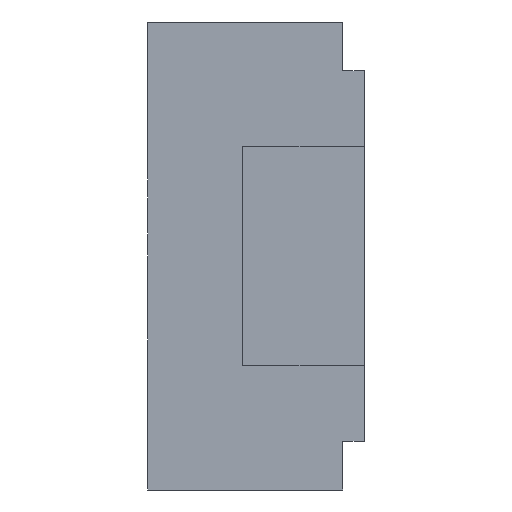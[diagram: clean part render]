
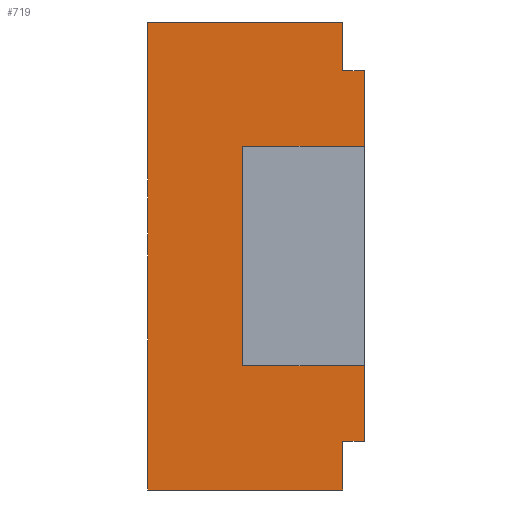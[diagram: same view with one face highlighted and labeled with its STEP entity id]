
A CAD part, left-side view. The second image highlights one B-rep face of the part: STEP entity #719.
In plain terms, the highlighted planar face has unit normal (-1, 0, 0).
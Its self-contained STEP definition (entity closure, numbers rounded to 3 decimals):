
#80=PLANE('',#796);
#114=FACE_OUTER_BOUND('',#161,.T.);
#161=EDGE_LOOP('',(#652,#653,#654,#655,#656,#657,#658,#659,#660,#661,#662,
#663));
#172=LINE('',#1029,#242);
#176=LINE('',#1037,#246);
#186=LINE('',#1056,#256);
#192=LINE('',#1069,#262);
#194=LINE('',#1074,#264);
#199=LINE('',#1084,#269);
#217=LINE('',#1168,#287);
#220=LINE('',#1174,#290);
#223=LINE('',#1180,#293);
#225=LINE('',#1183,#295);
#228=LINE('',#1187,#298);
#233=LINE('',#1198,#303);
#242=VECTOR('',#840,10.);
#246=VECTOR('',#846,10.);
#256=VECTOR('',#862,10.);
#262=VECTOR('',#870,10.);
#264=VECTOR('',#874,10.);
#269=VECTOR('',#883,10.);
#287=VECTOR('',#945,10.);
#290=VECTOR('',#950,10.);
#293=VECTOR('',#955,10.);
#295=VECTOR('',#959,10.);
#298=VECTOR('',#964,10.);
#303=VECTOR('',#981,10.);
#343=VERTEX_POINT('',#1026);
#344=VERTEX_POINT('',#1028);
#347=VERTEX_POINT('',#1036);
#353=VERTEX_POINT('',#1054);
#355=VERTEX_POINT('',#1059);
#359=VERTEX_POINT('',#1067);
#361=VERTEX_POINT('',#1072);
#364=VERTEX_POINT('',#1083);
#387=VERTEX_POINT('',#1165);
#388=VERTEX_POINT('',#1167);
#390=VERTEX_POINT('',#1173);
#392=VERTEX_POINT('',#1179);
#410=EDGE_CURVE('',#343,#344,#172,.T.);
#414=EDGE_CURVE('',#344,#347,#176,.T.);
#424=EDGE_CURVE('',#353,#343,#186,.T.);
#430=EDGE_CURVE('',#355,#359,#192,.T.);
#432=EDGE_CURVE('',#361,#359,#194,.T.);
#437=EDGE_CURVE('',#355,#364,#199,.T.);
#470=EDGE_CURVE('',#388,#387,#217,.T.);
#473=EDGE_CURVE('',#390,#388,#220,.T.);
#476=EDGE_CURVE('',#392,#390,#223,.T.);
#478=EDGE_CURVE('',#392,#353,#225,.T.);
#481=EDGE_CURVE('',#364,#387,#228,.T.);
#486=EDGE_CURVE('',#347,#361,#233,.T.);
#652=ORIENTED_EDGE('',*,*,#470,.T.);
#653=ORIENTED_EDGE('',*,*,#481,.F.);
#654=ORIENTED_EDGE('',*,*,#437,.F.);
#655=ORIENTED_EDGE('',*,*,#430,.T.);
#656=ORIENTED_EDGE('',*,*,#432,.F.);
#657=ORIENTED_EDGE('',*,*,#486,.F.);
#658=ORIENTED_EDGE('',*,*,#414,.F.);
#659=ORIENTED_EDGE('',*,*,#410,.F.);
#660=ORIENTED_EDGE('',*,*,#424,.F.);
#661=ORIENTED_EDGE('',*,*,#478,.F.);
#662=ORIENTED_EDGE('',*,*,#476,.T.);
#663=ORIENTED_EDGE('',*,*,#473,.T.);
#719=ADVANCED_FACE('',(#114),#80,.T.);
#796=AXIS2_PLACEMENT_3D('',#1197,#979,#980);
#840=DIRECTION('',(0.,0.,-1.));
#846=DIRECTION('',(0.,1.,0.));
#862=DIRECTION('',(0.,1.,0.));
#870=DIRECTION('',(0.,0.,1.));
#874=DIRECTION('',(0.,-1.,0.));
#883=DIRECTION('',(0.,-1.,0.));
#945=DIRECTION('',(0.,-1.,0.));
#950=DIRECTION('',(0.,0.,1.));
#955=DIRECTION('',(0.,1.,0.));
#959=DIRECTION('',(0.,0.,-1.));
#964=DIRECTION('',(0.,0.,-1.));
#979=DIRECTION('center_axis',(-1.,0.,0.));
#980=DIRECTION('ref_axis',(0.,1.,0.));
#981=DIRECTION('',(0.,0.,1.));
#1026=CARTESIAN_POINT('',(-2.772,0.9,-15.2));
#1028=CARTESIAN_POINT('',(-2.772,0.9,-17.2));
#1029=CARTESIAN_POINT('',(-2.772,0.9,-15.2));
#1036=CARTESIAN_POINT('',(-2.772,8.9,-17.2));
#1037=CARTESIAN_POINT('',(-2.772,0.9,-17.2));
#1054=CARTESIAN_POINT('',(-2.772,0.,-15.2));
#1056=CARTESIAN_POINT('',(-2.772,8.9,-15.2));
#1059=CARTESIAN_POINT('',(-2.772,0.9,0.));
#1067=CARTESIAN_POINT('',(-2.772,0.9,2.));
#1069=CARTESIAN_POINT('',(-2.772,0.9,0.));
#1072=CARTESIAN_POINT('',(-2.772,8.9,2.));
#1074=CARTESIAN_POINT('',(-2.772,8.9,2.));
#1083=CARTESIAN_POINT('',(-2.772,0.,0.));
#1084=CARTESIAN_POINT('',(-2.772,8.9,0.));
#1165=CARTESIAN_POINT('',(-2.772,0.,-3.1));
#1167=CARTESIAN_POINT('',(-2.772,5.,-3.1));
#1168=CARTESIAN_POINT('',(-2.772,2.5,-3.1));
#1173=CARTESIAN_POINT('',(-2.772,5.,-12.1));
#1174=CARTESIAN_POINT('',(-2.772,5.,-6.05));
#1179=CARTESIAN_POINT('',(-2.772,0.,-12.1));
#1180=CARTESIAN_POINT('',(-2.772,0.,-12.1));
#1183=CARTESIAN_POINT('',(-2.772,0.,0.));
#1187=CARTESIAN_POINT('',(-2.772,0.,0.));
#1197=CARTESIAN_POINT('Origin',(-2.772,0.,0.));
#1198=CARTESIAN_POINT('',(-2.772,8.9,0.));
